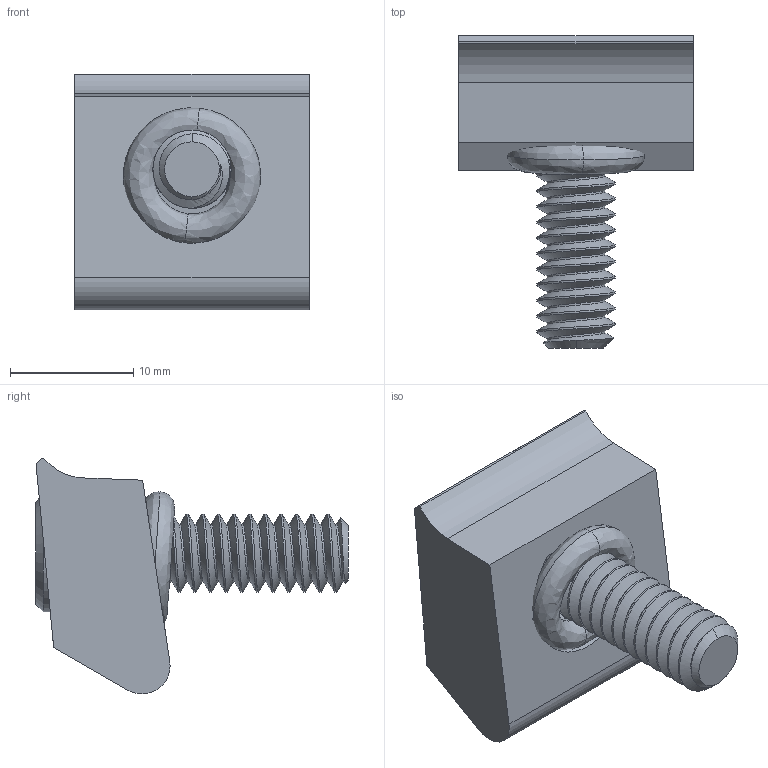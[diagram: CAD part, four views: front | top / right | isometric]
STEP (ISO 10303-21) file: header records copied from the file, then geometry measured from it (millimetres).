
FILE_DESCRIPTION (( 'STEP AP203' ), '1' );
FILE_NAME ('05-0420.STEP', '2023-06-05T16:36:19', ( '' ), ( '' ), 'SwSTEP 2.0', 'SolidWorks 2022', '' );
FILE_SCHEMA (( 'CONFIG_CONTROL_DESIGN' ));
Length unit declared in the file: inch
Products named in the file (4): 05-0420; 26050_DD PART for; 26050_DD PART for_3; 26050_DD PART for_2
Assembly tree (3 placements, depth 2):
  05-0420
    26050_DD PART for_3
    26050_DD PART for
    26050_DD PART for_2
Bounding box: 19.05 x 25.4 x 19.16 mm (x, y, z)
Volume: 3065.9 mm3; surface area: 2621.3 mm2
Topology: 3 solids, 3 shells, 116 faces, 303 edges, 195 vertices
Faces by surface type: cylinder 70, plane 24, cone 16, bspline 6
Entity records: 5524 total; most frequent: CARTESIAN_POINT 2647, ORIENTED_EDGE 606, DIRECTION 436, EDGE_CURVE 303, VERTEX_POINT 195, AXIS2_PLACEMENT_3D 158, EDGE_LOOP 122, LINE 120
